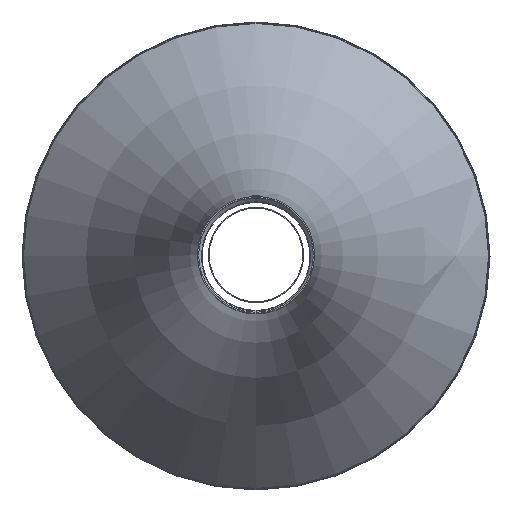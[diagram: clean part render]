
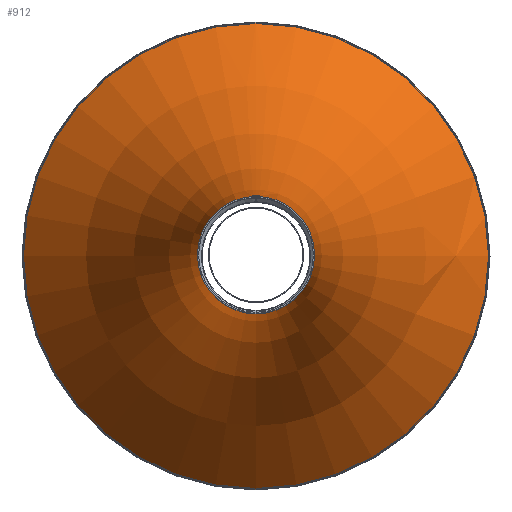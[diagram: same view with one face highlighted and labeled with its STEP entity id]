
A CAD part, top view. The second image highlights one B-rep face of the part: STEP entity #912.
In plain terms, the highlighted toroidal (fillet/blend) face has major radius 1550 mm and minor radius 1400 mm.
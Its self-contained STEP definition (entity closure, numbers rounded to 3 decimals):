
#912=ADVANCED_FACE('',(#1715,#1716,#1717),#1718,.F.);
#1715=FACE_OUTER_BOUND('',#2739,.T.);
#1716=FACE_OUTER_BOUND('',#2740,.T.);
#1717=FACE_BOUND('',#2741,.T.);
#1718=TOROIDAL_SURFACE('',#2742,1550.,1400.);
#2739=EDGE_LOOP('',(#4000));
#2740=EDGE_LOOP('',(#4001));
#2741=EDGE_LOOP('',(#4002));
#2742=AXIS2_PLACEMENT_3D('',#4003,#4004,#4005);
#4000=ORIENTED_EDGE('',*,*,#6338,.F.);
#4001=ORIENTED_EDGE('',*,*,#6330,.T.);
#4002=ORIENTED_EDGE('',*,*,#6328,.T.);
#4003=CARTESIAN_POINT('',(0.0,0.0,1917.871));
#4004=DIRECTION('',(0.0,0.0,1.0));
#4005=DIRECTION('',(1.0,0.0,0.0));
#6328=EDGE_CURVE('',#7423,#7423,#7424,.T.);
#6330=EDGE_CURVE('',#7426,#7426,#7427,.T.);
#6338=EDGE_CURVE('',#7439,#7439,#7440,.T.);
#7423=VERTEX_POINT('',#9554);
#7424=B_SPLINE_CURVE_WITH_KNOTS('',3,(#9555,#9556,#9557,#9558,#9559,#9560,#9561,#9562,#9563,#9564,#9565,#9566,#9567,#9568,#9569,#9570,#9571,#9572,#9573,#9574,#9575,#9576,#9577,#9578,#9579,#9580,#9581,#9582,#9583,#9584,#9585,#9586,#9587,#9588,#9589),.UNSPECIFIED.,.T.,.F.,(2,1,1,1,1,1,1,1,1,1,1,1,1,1,1,1,1,1,1,1,1,1,1,1,1,1,1,1,1,1,1,1,1,1,1,1,2),(-0.063,-0.031,0.0,0.031,0.063,0.094,0.125,0.156,0.187,0.219,0.25,0.281,0.312,0.344,0.375,0.406,0.437,0.469,0.5,0.531,0.562,0.594,0.625,0.656,0.687,0.719,0.75,0.781,0.812,0.844,0.875,0.906,0.937,0.969,1.0,1.031,1.063),.UNSPECIFIED.);
#7426=VERTEX_POINT('',#9591);
#7427=CIRCLE('',#9592,598.08);
#7439=VERTEX_POINT('',#9604);
#7440=CIRCLE('',#9605,150.);
#9554=CARTESIAN_POINT('',(-5.63,154.517,1804.236));
#9555=CARTESIAN_POINT('',(-7.178,154.356,1805.446));
#9556=CARTESIAN_POINT('',(-5.667,154.523,1804.183));
#9557=CARTESIAN_POINT('',(-3.936,154.654,1803.237));
#9558=CARTESIAN_POINT('',(-2.052,154.74,1802.647));
#9559=CARTESIAN_POINT('',(-0.087,154.771,1802.436));
#9560=CARTESIAN_POINT('',(1.882,154.745,1802.613));
#9561=CARTESIAN_POINT('',(3.777,154.664,1803.171));
#9562=CARTESIAN_POINT('',(5.523,154.536,1804.087));
#9563=CARTESIAN_POINT('',(7.056,154.372,1805.324));
#9564=CARTESIAN_POINT('',(8.317,154.187,1806.834));
#9565=CARTESIAN_POINT('',(9.261,153.996,1808.56));
#9566=CARTESIAN_POINT('',(9.85,153.813,1810.437));
#9567=CARTESIAN_POINT('',(10.064,153.649,1812.395));
#9568=CARTESIAN_POINT('',(9.891,153.513,1814.359));
#9569=CARTESIAN_POINT('',(9.338,153.409,1816.254));
#9570=CARTESIAN_POINT('',(8.425,153.336,1818.005));
#9571=CARTESIAN_POINT('',(7.187,153.29,1819.546));
#9572=CARTESIAN_POINT('',(5.672,153.266,1820.814));
#9573=CARTESIAN_POINT('',(3.938,153.256,1821.762));
#9574=CARTESIAN_POINT('',(2.052,153.253,1822.353));
#9575=CARTESIAN_POINT('',(0.087,153.252,1822.564));
#9576=CARTESIAN_POINT('',(-1.882,153.252,1822.387));
#9577=CARTESIAN_POINT('',(-3.778,153.255,1821.829));
#9578=CARTESIAN_POINT('',(-5.528,153.265,1820.911));
#9579=CARTESIAN_POINT('',(-7.065,153.288,1819.668));
#9580=CARTESIAN_POINT('',(-8.329,153.331,1818.15));
#9581=CARTESIAN_POINT('',(-9.272,153.401,1816.414));
#9582=CARTESIAN_POINT('',(-9.858,153.503,1814.529));
#9583=CARTESIAN_POINT('',(-10.064,153.636,1812.568));
#9584=CARTESIAN_POINT('',(-9.884,153.798,1810.606));
#9585=CARTESIAN_POINT('',(-9.327,153.979,1808.719));
#9586=CARTESIAN_POINT('',(-8.413,154.17,1806.977));
#9587=CARTESIAN_POINT('',(-7.178,154.356,1805.446));
#9588=CARTESIAN_POINT('',(-5.667,154.523,1804.183));
#9589=CARTESIAN_POINT('',(-3.936,154.654,1803.237));
#9591=CARTESIAN_POINT('',(598.08,0.0,891.3));
#9592=AXIS2_PLACEMENT_3D('',#12969,#12970,#12971);
#9604=CARTESIAN_POINT('',(150.,0.0,1917.871));
#9605=AXIS2_PLACEMENT_3D('',#12984,#12985,#12986);
#12969=CARTESIAN_POINT('',(0.0,0.0,891.3));
#12970=DIRECTION('',(0.0,0.0,1.0));
#12971=DIRECTION('',(1.0,0.0,0.0));
#12984=CARTESIAN_POINT('',(0.0,0.0,1917.871));
#12985=DIRECTION('',(0.0,0.0,1.0));
#12986=DIRECTION('',(1.0,0.0,0.0));
